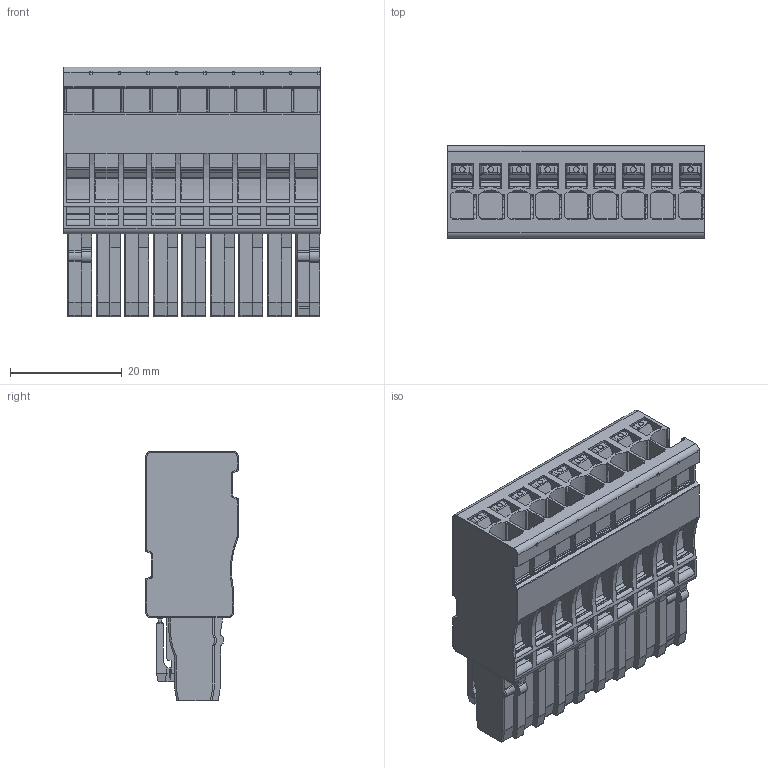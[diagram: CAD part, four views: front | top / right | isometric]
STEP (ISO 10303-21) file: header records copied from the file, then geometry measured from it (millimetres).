
FILE_DESCRIPTION(('CATIA V5 STEP Exchange','CAx-IF Rec.Pracs.--- Model Styling and Organization---1.5--- 2016-08-15','CAx-IF Rec.Pracs.---Supplemental Geometry---1.0---2011-11-01','CAx-IF Rec.Pracs.--- Composite Materials ---1.1---2010-07-15'),'2;1');
FILE_NAME ('2013602-3_1', '2025-02-20T11:40:08+00:00', ('none'), ('Weidmueller'), 'CATIA Version 5-6 Release 2022 SP4 HF5', 'CATIA V5 STEP AP214 v3', 'none');
FILE_SCHEMA(('AUTOMOTIVE_DESIGN { 1 0 10303 214 1 1 1 1 }'));
Products named in the file (1): 3030180000
Bounding box: 45.9 x 16.5 x 44.65 mm (x, y, z)
Volume: 21937.1 mm3; surface area: 16825.1 mm2
Topology: 1 solids, 2 shells, 4459 faces, 12812 edges, 8393 vertices
Faces by surface type: plane 2459, cylinder 1651, bspline 175, cone 118, torus 56
Entity records: 159329 total; most frequent: CARTESIAN_POINT 43003, ORIENTED_EDGE 25624, DIRECTION 19181, EDGE_CURVE 12812, VECTOR 8425, LINE 8425, VERTEX_POINT 8393, AXIS2_PLACEMENT_3D 6833
